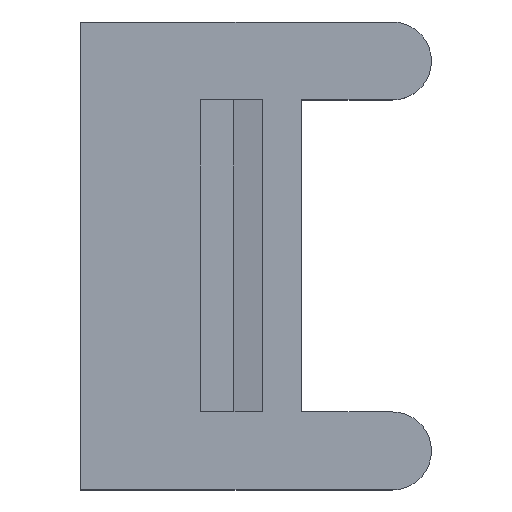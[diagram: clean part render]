
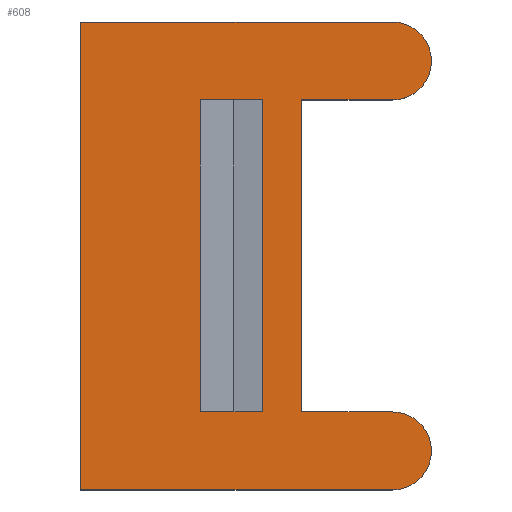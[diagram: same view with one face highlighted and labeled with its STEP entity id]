
A CAD part, top view. The second image highlights one B-rep face of the part: STEP entity #608.
In plain terms, the highlighted planar face has unit normal (0, 0, 1).
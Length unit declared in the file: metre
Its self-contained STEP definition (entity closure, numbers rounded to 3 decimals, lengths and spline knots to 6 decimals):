
#23=CIRCLE('',#658,0.0015);
#24=CIRCLE('',#659,0.0015);
#49=ORIENTED_EDGE('',*,*,#223,.T.);
#50=ORIENTED_EDGE('',*,*,#224,.F.);
#51=ORIENTED_EDGE('',*,*,#225,.F.);
#52=ORIENTED_EDGE('',*,*,#226,.T.);
#53=ORIENTED_EDGE('',*,*,#227,.F.);
#54=ORIENTED_EDGE('',*,*,#228,.T.);
#55=ORIENTED_EDGE('',*,*,#229,.F.);
#56=ORIENTED_EDGE('',*,*,#230,.T.);
#57=ORIENTED_EDGE('',*,*,#231,.F.);
#58=ORIENTED_EDGE('',*,*,#232,.T.);
#59=ORIENTED_EDGE('',*,*,#233,.T.);
#60=ORIENTED_EDGE('',*,*,#234,.F.);
#223=EDGE_CURVE('',#310,#311,#370,.T.);
#224=EDGE_CURVE('',#312,#311,#371,.T.);
#225=EDGE_CURVE('',#313,#312,#372,.T.);
#226=EDGE_CURVE('',#313,#314,#23,.T.);
#227=EDGE_CURVE('',#315,#314,#373,.T.);
#228=EDGE_CURVE('',#315,#316,#374,.T.);
#229=EDGE_CURVE('',#317,#316,#375,.T.);
#230=EDGE_CURVE('',#317,#310,#24,.T.);
#231=EDGE_CURVE('',#318,#319,#376,.T.);
#232=EDGE_CURVE('',#318,#320,#377,.T.);
#233=EDGE_CURVE('',#320,#321,#378,.T.);
#234=EDGE_CURVE('',#319,#321,#379,.T.);
#310=VERTEX_POINT('',#909);
#311=VERTEX_POINT('',#910);
#312=VERTEX_POINT('',#912);
#313=VERTEX_POINT('',#914);
#314=VERTEX_POINT('',#916);
#315=VERTEX_POINT('',#918);
#316=VERTEX_POINT('',#920);
#317=VERTEX_POINT('',#922);
#318=VERTEX_POINT('',#925);
#319=VERTEX_POINT('',#926);
#320=VERTEX_POINT('',#928);
#321=VERTEX_POINT('',#930);
#370=LINE('',#908,#435);
#371=LINE('',#911,#436);
#372=LINE('',#913,#437);
#373=LINE('',#917,#438);
#374=LINE('',#919,#439);
#375=LINE('',#921,#440);
#376=LINE('',#924,#441);
#377=LINE('',#927,#442);
#378=LINE('',#929,#443);
#379=LINE('',#931,#444);
#435=VECTOR('',#724,1.);
#436=VECTOR('',#725,1.);
#437=VECTOR('',#726,1.);
#438=VECTOR('',#729,1.);
#439=VECTOR('',#730,1.);
#440=VECTOR('',#731,1.);
#441=VECTOR('',#734,1.);
#442=VECTOR('',#735,1.);
#443=VECTOR('',#736,1.);
#444=VECTOR('',#737,1.);
#497=EDGE_LOOP('',(#49,#50,#51,#52,#53,#54,#55,#56));
#498=EDGE_LOOP('',(#57,#58,#59,#60));
#540=FACE_BOUND('',#497,.T.);
#541=FACE_BOUND('',#498,.T.);
#583=PLANE('',#657);
#608=ADVANCED_FACE('',(#540,#541),#583,.T.);
#657=AXIS2_PLACEMENT_3D('',#907,#722,#723);
#658=AXIS2_PLACEMENT_3D('',#915,#727,#728);
#659=AXIS2_PLACEMENT_3D('',#923,#732,#733);
#722=DIRECTION('',(0.,0.,1.));
#723=DIRECTION('',(1.,0.,0.));
#724=DIRECTION('',(-1.,0.,0.));
#725=DIRECTION('',(0.,-1.,0.));
#726=DIRECTION('',(-1.,0.,0.));
#727=DIRECTION('',(0.,0.,1.));
#728=DIRECTION('',(1.,0.,0.));
#729=DIRECTION('',(1.,0.,0.));
#730=DIRECTION('',(0.,-1.,0.));
#731=DIRECTION('',(-1.,0.,0.));
#732=DIRECTION('',(0.,0.,1.));
#733=DIRECTION('',(1.,0.,0.));
#734=DIRECTION('',(-1.,0.,0.));
#735=DIRECTION('',(0.,-1.,0.));
#736=DIRECTION('',(-1.,0.,0.));
#737=DIRECTION('',(0.,-1.,0.));
#907=CARTESIAN_POINT('',(-0.00675,0.,0.002));
#908=CARTESIAN_POINT('',(-0.00325,-0.006,0.002));
#909=CARTESIAN_POINT('',(-0.0015,-0.006,0.002));
#910=CARTESIAN_POINT('',(-0.005,-0.006,0.002));
#911=CARTESIAN_POINT('',(-0.005,0.00475,0.002));
#912=CARTESIAN_POINT('',(-0.005,0.006,0.002));
#913=CARTESIAN_POINT('',(-0.00325,0.006,0.002));
#914=CARTESIAN_POINT('',(-0.0015,0.006,0.002));
#915=CARTESIAN_POINT('',(-0.0015,0.0075,0.002));
#916=CARTESIAN_POINT('',(-0.0015,0.009,0.002));
#917=CARTESIAN_POINT('',(-0.00325,0.009,0.002));
#918=CARTESIAN_POINT('',(-0.0135,0.009,0.002));
#919=CARTESIAN_POINT('',(-0.0135,0.,0.002));
#920=CARTESIAN_POINT('',(-0.0135,-0.009,0.002));
#921=CARTESIAN_POINT('',(-0.00925,-0.009,0.002));
#922=CARTESIAN_POINT('',(-0.0015,-0.009,0.002));
#923=CARTESIAN_POINT('',(-0.0015,-0.0075,0.002));
#924=CARTESIAN_POINT('',(-0.0077,0.006,0.002));
#925=CARTESIAN_POINT('',(-0.0065,0.006,0.002));
#926=CARTESIAN_POINT('',(-0.0089,0.006,0.002));
#927=CARTESIAN_POINT('',(-0.0065,-0.003,0.002));
#928=CARTESIAN_POINT('',(-0.0065,-0.006,0.002));
#929=CARTESIAN_POINT('',(-0.0077,-0.006,0.002));
#930=CARTESIAN_POINT('',(-0.0089,-0.006,0.002));
#931=CARTESIAN_POINT('',(-0.0089,0.003,0.002));
